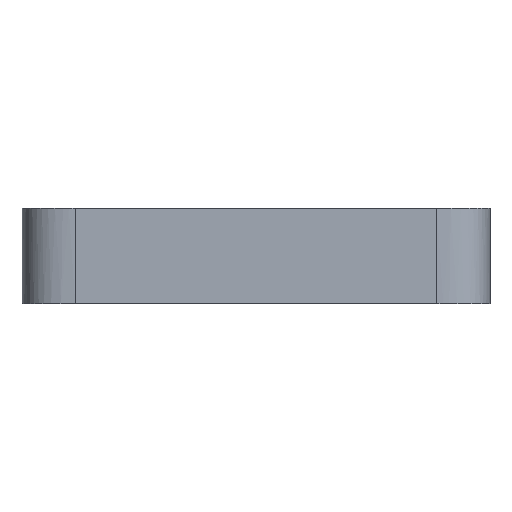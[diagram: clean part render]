
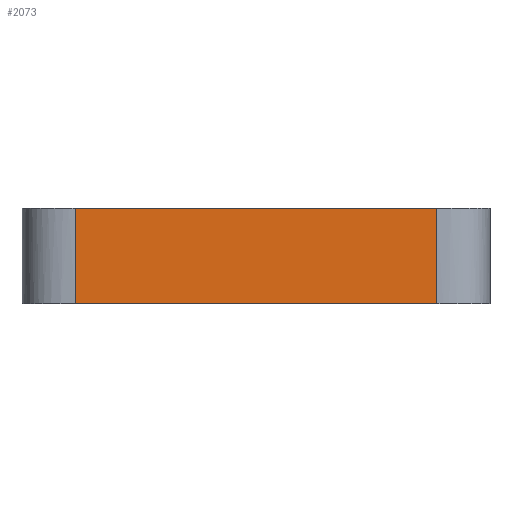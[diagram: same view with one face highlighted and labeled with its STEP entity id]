
A CAD part, left-side view. The second image highlights one B-rep face of the part: STEP entity #2073.
In plain terms, the highlighted planar face has unit normal (-1, 0, 0).
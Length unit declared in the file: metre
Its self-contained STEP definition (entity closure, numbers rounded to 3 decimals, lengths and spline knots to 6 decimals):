
#164=B_SPLINE_CURVE_WITH_KNOTS('',3,(#3405,#3406,#3407,#3408),
 .UNSPECIFIED.,.F.,.F.,(4,4),(0.,1.),.UNSPECIFIED.);
#165=B_SPLINE_CURVE_WITH_KNOTS('',3,(#3409,#3410,#3411,#3412),
 .UNSPECIFIED.,.F.,.F.,(4,4),(0.,1.),.UNSPECIFIED.);
#422=ORIENTED_EDGE('',*,*,#985,.T.);
#423=ORIENTED_EDGE('',*,*,#1010,.T.);
#424=ORIENTED_EDGE('',*,*,#943,.F.);
#425=ORIENTED_EDGE('',*,*,#1011,.T.);
#943=EDGE_CURVE('',#1244,#1245,#1440,.T.);
#985=EDGE_CURVE('',#1285,#1284,#1465,.T.);
#1010=EDGE_CURVE('',#1284,#1245,#164,.T.);
#1011=EDGE_CURVE('',#1244,#1285,#165,.T.);
#1244=VERTEX_POINT('',#3012);
#1245=VERTEX_POINT('',#3014);
#1284=VERTEX_POINT('',#3151);
#1285=VERTEX_POINT('',#3153);
#1440=LINE('',#3013,#1606);
#1465=LINE('',#3152,#1631);
#1606=VECTOR('',#2399,1.);
#1631=VECTOR('',#2436,1.);
#1728=EDGE_LOOP('',(#422,#423,#424,#425));
#1865=FACE_BOUND('',#1728,.T.);
#2003=PLANE('',#2207);
#2073=ADVANCED_FACE('',(#1865),#2003,.F.);
#2207=AXIS2_PLACEMENT_3D('',#3404,#2455,#2456);
#2399=DIRECTION('',(0.,1.,0.));
#2436=DIRECTION('',(0.,1.,0.));
#2455=DIRECTION('',(1.,0.,0.));
#2456=DIRECTION('',(0.,1.,0.));
#3012=CARTESIAN_POINT('',(-0.044,-0.034,-0.018));
#3013=CARTESIAN_POINT('',(-0.044,0.,-0.018));
#3014=CARTESIAN_POINT('',(-0.044,0.034,-0.018));
#3151=CARTESIAN_POINT('',(-0.044,0.034,0.));
#3152=CARTESIAN_POINT('',(-0.044,0.,0.));
#3153=CARTESIAN_POINT('',(-0.044,-0.034,0.));
#3404=CARTESIAN_POINT('',(-0.044,0.,-0.018));
#3405=CARTESIAN_POINT('',(-0.044,0.034,0.));
#3406=CARTESIAN_POINT('',(-0.044,0.034,-0.006));
#3407=CARTESIAN_POINT('',(-0.044,0.034,-0.012));
#3408=CARTESIAN_POINT('',(-0.044,0.034,-0.018));
#3409=CARTESIAN_POINT('',(-0.044,-0.034,-0.018));
#3410=CARTESIAN_POINT('',(-0.044,-0.034,-0.012));
#3411=CARTESIAN_POINT('',(-0.044,-0.034,-0.006));
#3412=CARTESIAN_POINT('',(-0.044,-0.034,0.));
